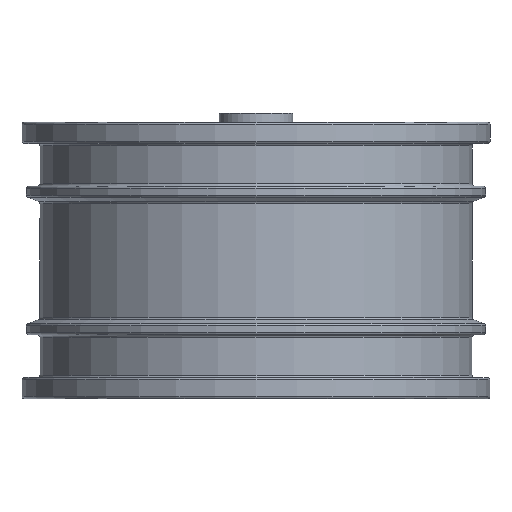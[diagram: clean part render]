
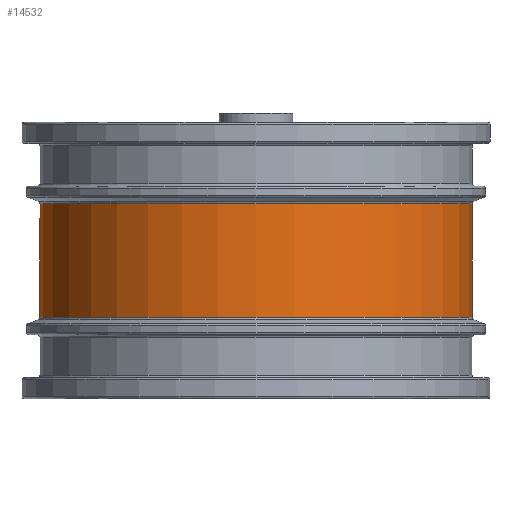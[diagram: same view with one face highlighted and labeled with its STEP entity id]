
A CAD part, left-side view. The second image highlights one B-rep face of the part: STEP entity #14532.
In plain terms, the highlighted cylindrical face has radius 26.4 mm (diameter 52.8 mm), a partial arc.
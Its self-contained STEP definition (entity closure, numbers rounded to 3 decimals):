
#841 = ORIENTED_EDGE ( 'NONE', *, *, #11645, .T. ) ;
#919 = DIRECTION ( 'NONE',  ( 0., 0., -1. ) ) ;
#1307 = LINE ( 'NONE', #18144, #17222 ) ;
#1733 = EDGE_LOOP ( 'NONE', ( #4880, #7864, #2535, #841 ) ) ;
#2098 = CARTESIAN_POINT ( 'NONE',  ( 0., 26.4, 6.946 ) ) ;
#2293 = CARTESIAN_POINT ( 'NONE',  ( 0., -26.4, 6.946 ) ) ;
#2535 = ORIENTED_EDGE ( 'NONE', *, *, #7000, .T. ) ;
#2929 = VERTEX_POINT ( 'NONE', #18299 ) ;
#4031 = CIRCLE ( 'NONE', #8768, 26.4 ) ;
#4277 = CARTESIAN_POINT ( 'NONE',  ( 0., 0., 6.946 ) ) ;
#4880 = ORIENTED_EDGE ( 'NONE', *, *, #9679, .F. ) ;
#6988 = FACE_OUTER_BOUND ( 'NONE', #1733, .T. ) ;
#7000 = EDGE_CURVE ( 'NONE', #13874, #13999, #1307, .T. ) ;
#7274 = DIRECTION ( 'NONE',  ( 0., 1., 0. ) ) ;
#7524 = AXIS2_PLACEMENT_3D ( 'NONE', #10749, #18026, #15057 ) ;
#7864 = ORIENTED_EDGE ( 'NONE', *, *, #9417, .T. ) ;
#8768 = AXIS2_PLACEMENT_3D ( 'NONE', #4277, #14723, #7274 ) ;
#9417 = EDGE_CURVE ( 'NONE', #14482, #13874, #4031, .T. ) ;
#9679 = EDGE_CURVE ( 'NONE', #14482, #2929, #18510, .T. ) ;
#9715 = DIRECTION ( 'NONE',  ( 0., 0., -1. ) ) ;
#10749 = CARTESIAN_POINT ( 'NONE',  ( 0., 0., -6.946 ) ) ;
#11645 = EDGE_CURVE ( 'NONE', #13999, #2929, #13605, .T. ) ;
#13605 = CIRCLE ( 'NONE', #7524, 26.4 ) ;
#13874 = VERTEX_POINT ( 'NONE', #2098 ) ;
#13999 = VERTEX_POINT ( 'NONE', #15707 ) ;
#14482 = VERTEX_POINT ( 'NONE', #2293 ) ;
#14532 = ADVANCED_FACE ( 'NONE', ( #6988 ), #17483, .T. ) ;
#14723 = DIRECTION ( 'NONE',  ( 0., 0., -1. ) ) ;
#15031 = DIRECTION ( 'NONE',  ( 0., 0., -1. ) ) ;
#15057 = DIRECTION ( 'NONE',  ( 0., 1., 0. ) ) ;
#15252 = AXIS2_PLACEMENT_3D ( 'NONE', #18812, #9715, #15764 ) ;
#15707 = CARTESIAN_POINT ( 'NONE',  ( 0., 26.4, -6.946 ) ) ;
#15719 = VECTOR ( 'NONE', #919, 1000. ) ;
#15764 = DIRECTION ( 'NONE',  ( 0., 1., 0. ) ) ;
#17222 = VECTOR ( 'NONE', #15031, 1000. ) ;
#17483 = CYLINDRICAL_SURFACE ( 'NONE', #15252, 26.4 ) ;
#18026 = DIRECTION ( 'NONE',  ( 0., 0., 1. ) ) ;
#18144 = CARTESIAN_POINT ( 'NONE',  ( 0., 26.4, -16.9 ) ) ;
#18299 = CARTESIAN_POINT ( 'NONE',  ( 0., -26.4, -6.946 ) ) ;
#18510 = LINE ( 'NONE', #18876, #15719 ) ;
#18812 = CARTESIAN_POINT ( 'NONE',  ( 0., 0., -16.9 ) ) ;
#18876 = CARTESIAN_POINT ( 'NONE',  ( 0., -26.4, -16.9 ) ) ;
